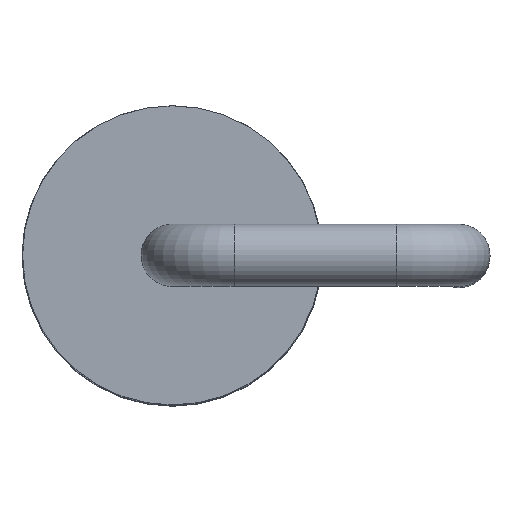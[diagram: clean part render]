
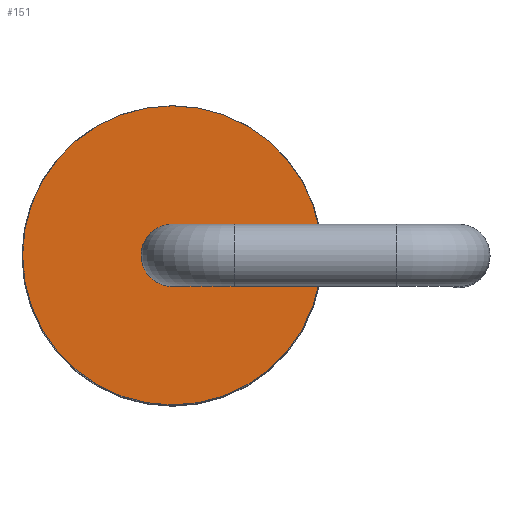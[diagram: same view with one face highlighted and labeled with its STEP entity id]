
A CAD part, top view. The second image highlights one B-rep face of the part: STEP entity #151.
In plain terms, the highlighted planar face has unit normal (0, 0, 1).
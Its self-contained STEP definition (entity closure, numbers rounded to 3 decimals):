
#27=DIRECTION('',(0.,0.,1.));
#28=DIRECTION('',(1.,0.,0.));
#69=DIRECTION('',(0.,0.,-1.));
#80=DIRECTION('',(1.,0.,0.));
#84=CARTESIAN_POINT('',(2.65,0.,9.5));
#90=AXIS2_PLACEMENT_3D('',#91,#69,#80);
#91=CARTESIAN_POINT('',(0.,0.,9.5));
#143=VERTEX_POINT('',#84);
#145=EDGE_CURVE('',#143,#143,#146,.T.);
#146=CIRCLE('',#147,2.65);
#147=AXIS2_PLACEMENT_3D('',#91,#148,#80);
#148=DIRECTION('',(0.,0.,-1.));
#151=ADVANCED_FACE('',(#152,#155),#164,.F.);
#152=FACE_BOUND('',#153,.T.);
#153=EDGE_LOOP('',(#154));
#154=ORIENTED_EDGE('',*,*,#145,.F.);
#155=FACE_BOUND('',#156,.T.);
#156=EDGE_LOOP('',(#157));
#157=ORIENTED_EDGE('',*,*,#158,.F.);
#158=EDGE_CURVE('',#159,#159,#161,.T.);
#159=VERTEX_POINT('',#160);
#160=CARTESIAN_POINT('',(0.55,0.,9.5));
#161=CIRCLE('',#162,0.55);
#162=AXIS2_PLACEMENT_3D('',#163,#27,#28);
#163=CARTESIAN_POINT('',(0.,0.,9.5));
#164=PLANE('',#90);
